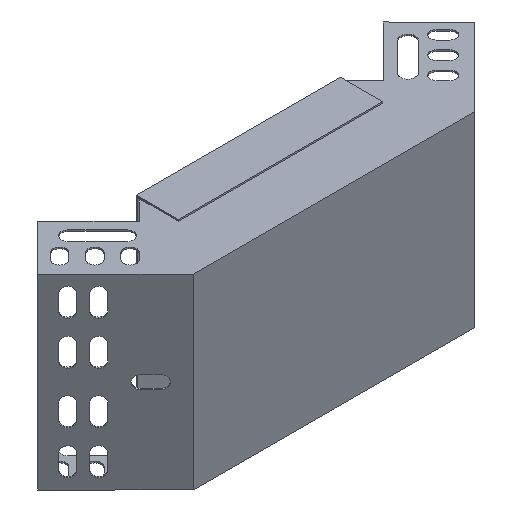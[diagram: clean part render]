
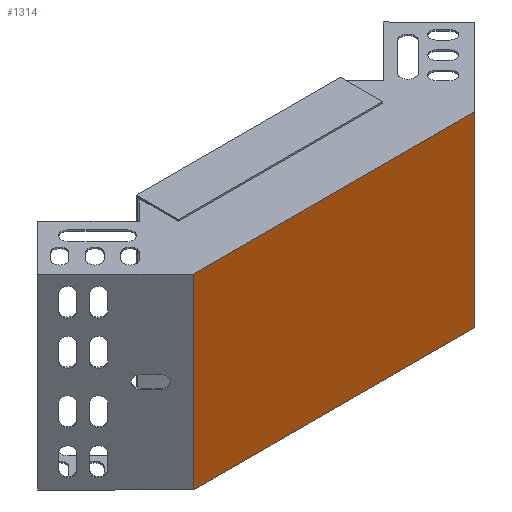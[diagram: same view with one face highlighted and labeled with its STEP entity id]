
A CAD part, isometric view. The second image highlights one B-rep face of the part: STEP entity #1314.
In plain terms, the highlighted planar face has unit normal (0, -1, 0).
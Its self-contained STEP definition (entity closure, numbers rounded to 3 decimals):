
#454 = CARTESIAN_POINT ( 'NONE',  ( 54.263, -23.927, 25.8 ) ) ;
#476 = CARTESIAN_POINT ( 'NONE',  ( -98.499, -23.927, -75.8 ) ) ;
#516 = CARTESIAN_POINT ( 'NONE',  ( -98.499, -23.927, 25.8 ) ) ;
#853 = CARTESIAN_POINT ( 'NONE',  ( 54.263, -23.927, -75.8 ) ) ;
#1314 = ADVANCED_FACE ( 'NONE', ( #2471 ), #5790, .F. ) ;
#2207 = VERTEX_POINT ( 'NONE', #853 ) ;
#2226 = CARTESIAN_POINT ( 'NONE',  ( -99.403, -23.927, 25.8 ) ) ;
#2258 = DIRECTION ( 'NONE',  ( 1., 0., 0. ) ) ;
#2471 = FACE_OUTER_BOUND ( 'NONE', #4614, .T. ) ;
#2845 = VECTOR ( 'NONE', #5385, 1000. ) ;
#2874 = LINE ( 'NONE', #5285, #2845 ) ;
#2976 = AXIS2_PLACEMENT_3D ( 'NONE', #5797, #5774, #5770 ) ;
#3338 = EDGE_CURVE ( 'NONE', #4544, #2207, #5795, .T. ) ;
#3646 = EDGE_CURVE ( 'NONE', #4487, #4607, #5136, .T. ) ;
#3853 = EDGE_CURVE ( 'NONE', #2207, #4607, #4687, .T. ) ;
#4487 = VERTEX_POINT ( 'NONE', #516 ) ;
#4544 = VERTEX_POINT ( 'NONE', #476 ) ;
#4607 = VERTEX_POINT ( 'NONE', #454 ) ;
#4614 = EDGE_LOOP ( 'NONE', ( #5124, #5139, #5143, #5154 ) ) ;
#4660 = VECTOR ( 'NONE', #4847, 1000. ) ;
#4687 = LINE ( 'NONE', #4905, #4660 ) ;
#4847 = DIRECTION ( 'NONE',  ( 0., 0., 1. ) ) ;
#4905 = CARTESIAN_POINT ( 'NONE',  ( 54.263, -23.927, -75.612 ) ) ;
#5110 = VECTOR ( 'NONE', #2258, 1000. ) ;
#5124 = ORIENTED_EDGE ( 'NONE', *, *, #3338, .T. ) ;
#5136 = LINE ( 'NONE', #2226, #5110 ) ;
#5139 = ORIENTED_EDGE ( 'NONE', *, *, #3853, .T. ) ;
#5143 = ORIENTED_EDGE ( 'NONE', *, *, #3646, .F. ) ;
#5154 = ORIENTED_EDGE ( 'NONE', *, *, #5749, .F. ) ;
#5285 = CARTESIAN_POINT ( 'NONE',  ( -98.499, -23.927, -75.612 ) ) ;
#5385 = DIRECTION ( 'NONE',  ( 0., 0., 1. ) ) ;
#5632 = DIRECTION ( 'NONE',  ( 1., 0., 0. ) ) ;
#5638 = CARTESIAN_POINT ( 'NONE',  ( -99.403, -23.927, -75.8 ) ) ;
#5749 = EDGE_CURVE ( 'NONE', #4544, #4487, #2874, .T. ) ;
#5770 = DIRECTION ( 'NONE',  ( 0., 0., 1. ) ) ;
#5774 = DIRECTION ( 'NONE',  ( 0., 1., 0. ) ) ;
#5790 = PLANE ( 'NONE',  #2976 ) ;
#5793 = VECTOR ( 'NONE', #5632, 1000. ) ;
#5795 = LINE ( 'NONE', #5638, #5793 ) ;
#5797 = CARTESIAN_POINT ( 'NONE',  ( -98.168, -23.927, 25. ) ) ;
